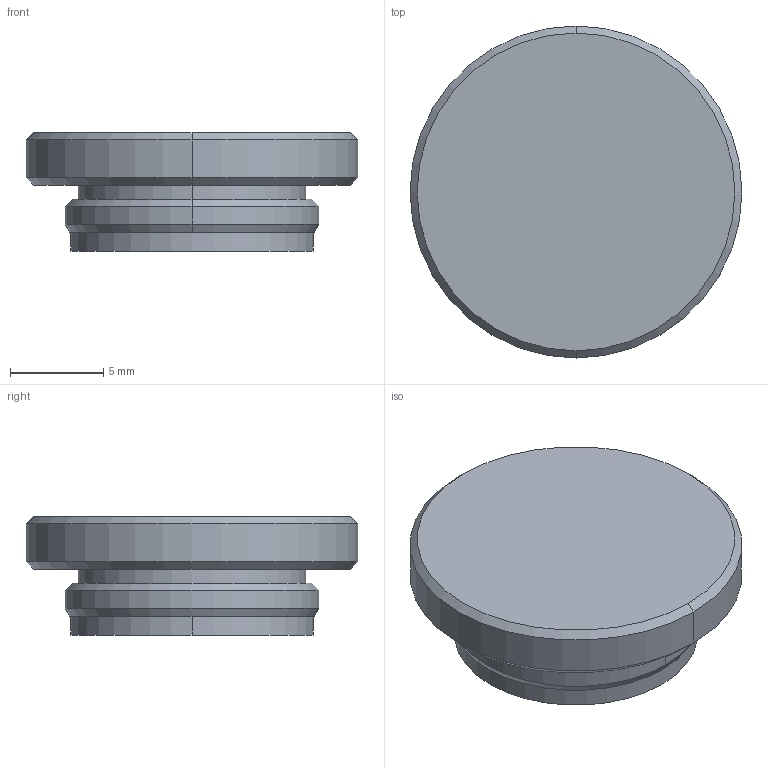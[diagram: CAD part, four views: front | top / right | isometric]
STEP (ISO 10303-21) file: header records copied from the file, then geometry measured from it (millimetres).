
FILE_DESCRIPTION (( 'STEP AP203' ), '1' );
FILE_NAME ('25046-E0W.STEP', '2012-10-04T07:16:53', ( '' ), ( '' ), 'SwSTEP 2.0', 'SolidWorks 2012', '' );
FILE_SCHEMA (( 'CONFIG_CONTROL_DESIGN' ));
Length unit declared in the file: millimetre
Products named in the file (3): PTFE Disc 13mm; 25046-E0W; SM05CP2-Solidworks
Assembly tree (2 placements, depth 2):
  25046-E0W
    PTFE Disc 13mm
    SM05CP2-Solidworks
Bounding box: 17.78 x 17.78 x 6.33 mm (x, y, z)
Volume: 1159.9 mm3; surface area: 1077.4 mm2
Topology: 2 solids, 2 shells, 22 faces, 40 edges, 24 vertices
Faces by surface type: cylinder 8, cone 8, plane 6
Entity records: 849 total; most frequent: DIRECTION 118, CARTESIAN_POINT 91, ORIENTED_EDGE 80, AXIS2_PLACEMENT_3D 51, EDGE_CURVE 40, PERSON_AND_ORGANIZATION 26, CIRCLE 24, VERTEX_POINT 24
